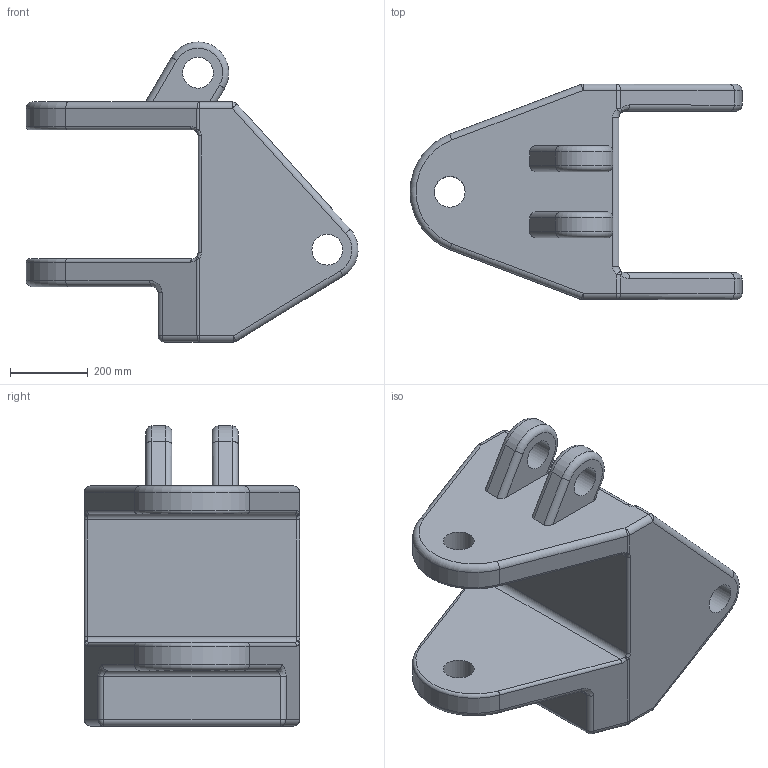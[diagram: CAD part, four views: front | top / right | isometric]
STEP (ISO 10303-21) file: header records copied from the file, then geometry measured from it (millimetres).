
FILE_DESCRIPTION( ( '' ), ' ' );
FILE_NAME( '5836a6e552526810fcad8716.step', '2016-11-24T08:37:59', ( '' ), ( '' ), ' ', ' ', ' ' );
FILE_SCHEMA( ( 'AUTOMOTIVE_DESIGN { 1 0 10303 214 1 1 1 1 }' ) );
Length unit declared in the file: metre
Products named in the file (1): Swing_Tower
Bounding box: 854.5 x 554.4 x 772.2 mm (x, y, z)
Volume: 79801648.4 mm3; surface area: 2231959.7 mm2
Topology: 1 solids, 1 shells, 138 faces, 319 edges, 177 vertices
Faces by surface type: cylinder 62, plane 28, torus 20, bspline 14, sphere 14
Full cylindrical faces by diameter (mm): 79.2 x6
Entity records: 6006 total; most frequent: CARTESIAN_POINT 1785, DIRECTION 718, ORIENTED_EDGE 604, EDGE_CURVE 302, AXIS2_PLACEMENT_3D 299, VERTEX_POINT 174, EDGE_LOOP 158, CIRCLE 146
